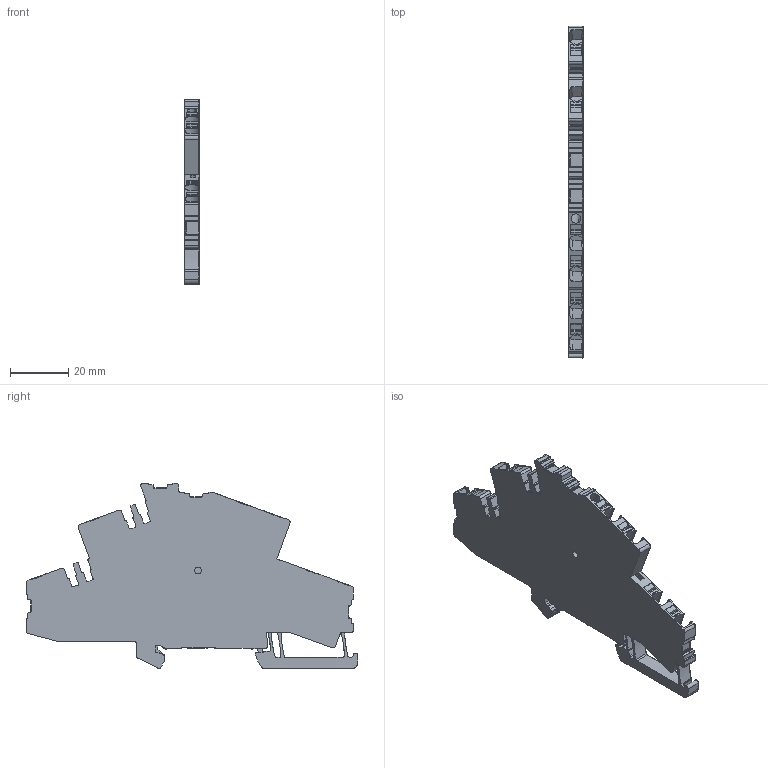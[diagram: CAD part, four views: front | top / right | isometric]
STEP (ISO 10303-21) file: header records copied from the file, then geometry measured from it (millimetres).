
FILE_DESCRIPTION(('CATIA V5R22 STEP214','CAx-IF Rec.Pracs.--- Model Styling and Organization---1.4--- 2014-01-23'),'2;1');
FILE_NAME ('D1463090_2', '2024-04-10T07:57:45+00:00', ('Weidmueller Interface'), ('Weidmueller'), 'CATIA Version 5-6 Release 2016 SP3 HF44', 'CATIA V5 STEP AP214', 'none');
FILE_SCHEMA(('AUTOMOTIVE_DESIGN { 1 0 10303 214 1 1 1 1 }'));
Length unit declared in the file: millimetre
Products named in the file (1): 2531320000
Bounding box: 5.1 x 114.17 x 63.75 mm (x, y, z)
Volume: 20663.1 mm3; surface area: 23981.4 mm2
Topology: 14 solids, 14 shells, 1165 faces, 3350 edges, 2221 vertices
Faces by surface type: plane 602, cylinder 342, extrusion 203, torus 16, bspline 2
Entity records: 39854 total; most frequent: CARTESIAN_POINT 11460, ORIENTED_EDGE 6696, DIRECTION 4367, EDGE_CURVE 3348, VECTOR 2397, VERTEX_POINT 2221, LINE 2194, AXIS2_PLACEMENT_3D 1218
